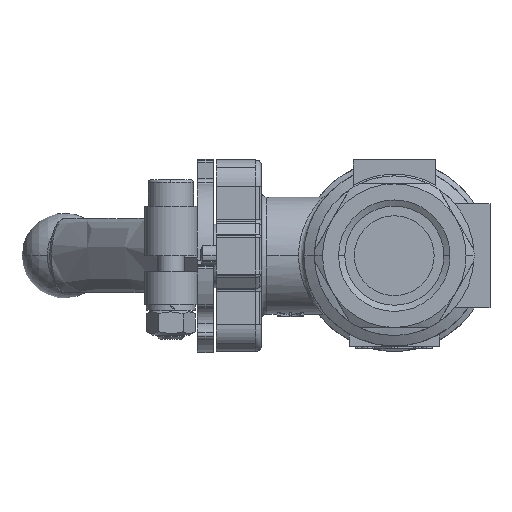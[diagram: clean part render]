
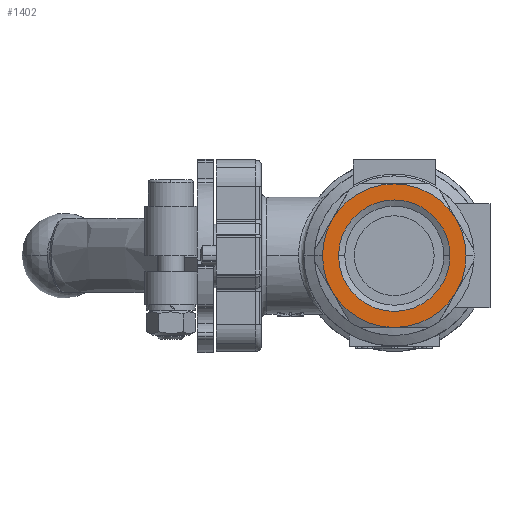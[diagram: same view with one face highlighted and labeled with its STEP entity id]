
A CAD part, left-side view. The second image highlights one B-rep face of the part: STEP entity #1402.
In plain terms, the highlighted planar face has unit normal (-1, 0, 0).
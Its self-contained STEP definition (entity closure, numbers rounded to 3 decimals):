
#1402=ADVANCED_FACE('',(#3100,#3101),#3102,.T.);
#3100=FACE_OUTER_BOUND('',#6862,.T.);
#3101=FACE_BOUND('',#6863,.T.);
#3102=PLANE('',#6864);
#6862=EDGE_LOOP('',(#11435,#11436,#11437,#11438,#11439,#11440,#11441,#11442));
#6863=EDGE_LOOP('',(#11443,#11444));
#6864=AXIS2_PLACEMENT_3D('',#11445,#11446,#11447);
#11435=ORIENTED_EDGE('',*,*,#15063,.T.);
#11436=ORIENTED_EDGE('',*,*,#14237,.T.);
#11437=ORIENTED_EDGE('',*,*,#15058,.T.);
#11438=ORIENTED_EDGE('',*,*,#15055,.T.);
#11439=ORIENTED_EDGE('',*,*,#15061,.T.);
#11440=ORIENTED_EDGE('',*,*,#15065,.T.);
#11441=ORIENTED_EDGE('',*,*,#14234,.T.);
#11442=ORIENTED_EDGE('',*,*,#15067,.T.);
#11443=ORIENTED_EDGE('',*,*,#15324,.F.);
#11444=ORIENTED_EDGE('',*,*,#14047,.F.);
#11445=CARTESIAN_POINT('',(-37.5,-6.75,0.0));
#11446=DIRECTION('',(-1.0,0.0,0.0));
#11447=DIRECTION('',(0.0,0.0,1.0));
#14047=EDGE_CURVE('',#16562,#16565,#16566,.T.);
#14234=EDGE_CURVE('',#16893,#16897,#16899,.T.);
#14237=EDGE_CURVE('',#16903,#16901,#16904,.T.);
#15055=EDGE_CURVE('',#18068,#18048,#18075,.T.);
#15058=EDGE_CURVE('',#16901,#18068,#18078,.T.);
#15061=EDGE_CURVE('',#18048,#18060,#18081,.T.);
#15063=EDGE_CURVE('',#18054,#16903,#18083,.T.);
#15065=EDGE_CURVE('',#18060,#16893,#18085,.T.);
#15067=EDGE_CURVE('',#16897,#18054,#18087,.T.);
#15324=EDGE_CURVE('',#16565,#16562,#18421,.T.);
#16562=VERTEX_POINT('',#21159);
#16565=VERTEX_POINT('',#21163);
#16566=CIRCLE('',#21164,10.475);
#16893=VERTEX_POINT('',#21726);
#16897=VERTEX_POINT('',#21731);
#16899=CIRCLE('',#21742,13.5);
#16901=VERTEX_POINT('',#21744);
#16903=VERTEX_POINT('',#21747);
#16904=CIRCLE('',#21748,13.5);
#18048=VERTEX_POINT('',#24400);
#18054=VERTEX_POINT('',#24433);
#18060=VERTEX_POINT('',#24458);
#18068=VERTEX_POINT('',#24494);
#18075=CIRCLE('',#24520,13.5);
#18078=CIRCLE('',#24523,13.5);
#18081=CIRCLE('',#24526,13.5);
#18083=CIRCLE('',#24528,13.5);
#18085=CIRCLE('',#24530,13.5);
#18087=CIRCLE('',#24532,13.5);
#18421=CIRCLE('',#25260,10.475);
#21159=CARTESIAN_POINT('',(-37.5,10.475,0.));
#21163=CARTESIAN_POINT('',(-37.5,-10.475,0.));
#21164=AXIS2_PLACEMENT_3D('',#27979,#27980,#27981);
#21726=CARTESIAN_POINT('',(-37.5,-13.5,0.));
#21731=CARTESIAN_POINT('',(-37.5,-11.691,6.75));
#21742=AXIS2_PLACEMENT_3D('',#28262,#28263,#28264);
#21744=CARTESIAN_POINT('',(-37.5,13.5,0.));
#21747=CARTESIAN_POINT('',(-37.5,11.691,6.75));
#21748=AXIS2_PLACEMENT_3D('',#28266,#28267,#28268);
#24400=CARTESIAN_POINT('',(-37.5,0.,-13.5));
#24433=CARTESIAN_POINT('',(-37.5,0.,13.5));
#24458=CARTESIAN_POINT('',(-37.5,-11.691,-6.75));
#24494=CARTESIAN_POINT('',(-37.5,11.691,-6.75));
#24520=AXIS2_PLACEMENT_3D('',#29166,#29167,#29168);
#24523=AXIS2_PLACEMENT_3D('',#29172,#29173,#29174);
#24526=AXIS2_PLACEMENT_3D('',#29178,#29179,#29180);
#24528=AXIS2_PLACEMENT_3D('',#29181,#29182,#29183);
#24530=AXIS2_PLACEMENT_3D('',#29184,#29185,#29186);
#24532=AXIS2_PLACEMENT_3D('',#29187,#29188,#29189);
#25260=AXIS2_PLACEMENT_3D('',#29466,#29467,#29468);
#27979=CARTESIAN_POINT('',(-37.5,0.0,0.0));
#27980=DIRECTION('',(-1.0,0.0,0.0));
#27981=DIRECTION('',(0.0,1.0,0.0));
#28262=CARTESIAN_POINT('',(-37.5,0.0,0.0));
#28263=DIRECTION('',(-1.0,0.0,0.0));
#28264=DIRECTION('',(0.0,1.0,0.0));
#28266=CARTESIAN_POINT('',(-37.5,0.0,0.0));
#28267=DIRECTION('',(-1.0,0.0,0.0));
#28268=DIRECTION('',(0.0,1.0,0.0));
#29166=CARTESIAN_POINT('',(-37.5,0.0,0.0));
#29167=DIRECTION('',(-1.0,0.0,0.0));
#29168=DIRECTION('',(0.0,1.0,0.0));
#29172=CARTESIAN_POINT('',(-37.5,0.0,0.0));
#29173=DIRECTION('',(-1.0,0.0,0.0));
#29174=DIRECTION('',(0.0,1.0,0.0));
#29178=CARTESIAN_POINT('',(-37.5,0.0,0.0));
#29179=DIRECTION('',(-1.0,0.0,0.0));
#29180=DIRECTION('',(0.0,1.0,0.0));
#29181=CARTESIAN_POINT('',(-37.5,0.0,0.0));
#29182=DIRECTION('',(-1.0,0.0,0.0));
#29183=DIRECTION('',(0.0,1.0,0.0));
#29184=CARTESIAN_POINT('',(-37.5,0.0,0.0));
#29185=DIRECTION('',(-1.0,0.0,0.0));
#29186=DIRECTION('',(0.0,1.0,0.0));
#29187=CARTESIAN_POINT('',(-37.5,0.0,0.0));
#29188=DIRECTION('',(-1.0,0.0,0.0));
#29189=DIRECTION('',(0.0,1.0,0.0));
#29466=CARTESIAN_POINT('',(-37.5,0.0,0.0));
#29467=DIRECTION('',(-1.0,0.0,0.0));
#29468=DIRECTION('',(0.0,1.0,0.0));
